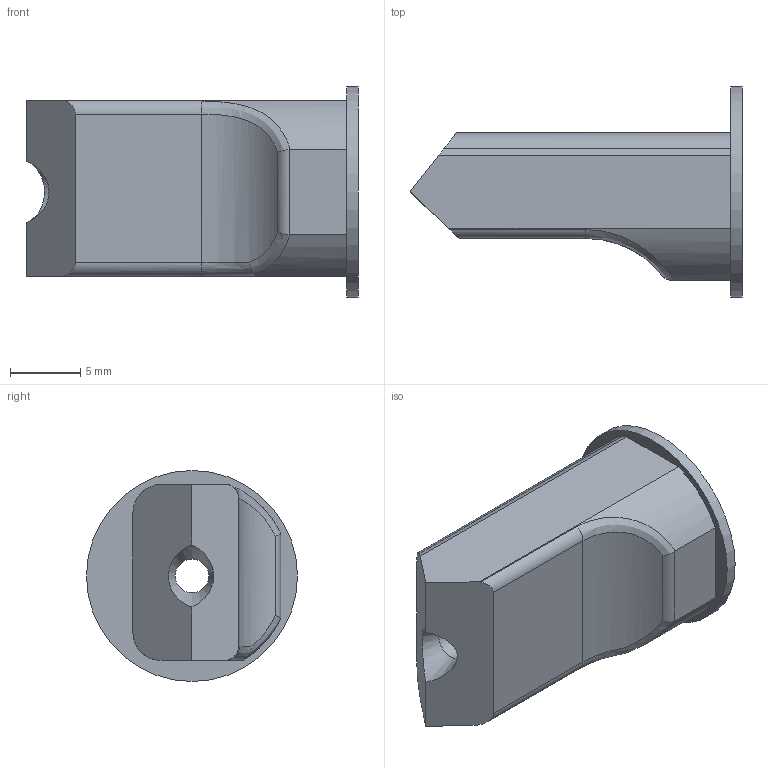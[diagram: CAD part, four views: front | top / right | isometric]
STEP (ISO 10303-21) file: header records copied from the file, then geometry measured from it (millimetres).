
FILE_DESCRIPTION(/* description */ ('FreeCAD Model'),/* implementation_level */ '2;1');
FILE_NAME(/* name */ 'Drakon_1.75_Filament_Guide.stp',/* time_stamp */ '2020-03-21T12:40:16+00:00',/* author */ ('Ax'),/* organization */ (''),/* preprocessor_version */ 'ST-DEVELOPER v17',/* originating_system */ 'Autodesk Inventor 2019',/* authorisation */ 'Unknown');
FILE_SCHEMA (('AUTOMOTIVE_DESIGN { 1 0 10303 214 3 1 1 }'));
Length unit declared in the file: millimetre
Products named in the file (1): Drakon_1.75_Filament_Guide
Bounding box: 23.6 x 15 x 15 mm (x, y, z)
Volume: 1874.2 mm3; surface area: 1476 mm2
Topology: 1 solids, 1 shells, 27 faces, 75 edges, 51 vertices
Faces by surface type: cylinder 12, plane 10, cone 2, bspline 2, torus 1
Full cylindrical faces by diameter (mm): 2.4 x1, 4.8 x1, 15 x1
Entity records: 2291 total; most frequent: CARTESIAN_POINT 1532, DIRECTION 153, ORIENTED_EDGE 150, EDGE_CURVE 75, AXIS2_PLACEMENT_3D 60, VERTEX_POINT 51, LINE 33, VECTOR 33
